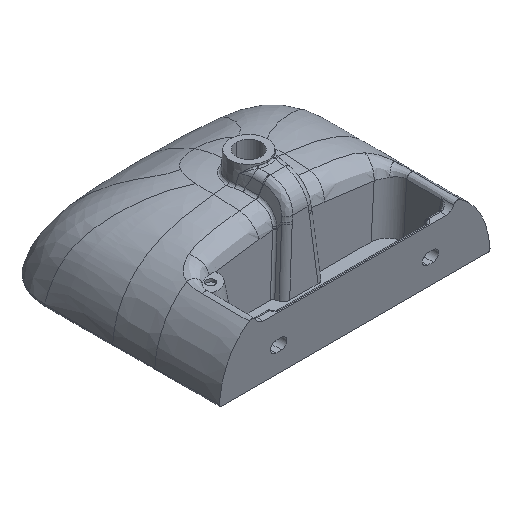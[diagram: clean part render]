
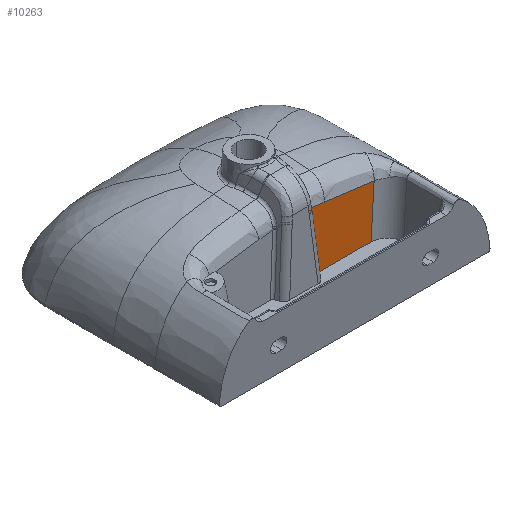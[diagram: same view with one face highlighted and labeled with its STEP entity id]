
A CAD part, isometric view. The second image highlights one B-rep face of the part: STEP entity #10263.
In plain terms, the highlighted planar face has unit normal (0, -0.999, 0.052).
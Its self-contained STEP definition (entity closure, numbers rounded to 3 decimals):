
#933=CARTESIAN_POINT('',(44.239,-83.895,15.816));
#1908=DIRECTION('',(-0.092,0.052,0.994));
#1909=VECTOR('',#1908,104.933);
#1910=CARTESIAN_POINT('',(44.239,-83.895,15.816));
#1911=LINE('',#1910,#1909);
#1912=CARTESIAN_POINT('',(34.585,-78.427,120.161));
#1913=CARTESIAN_POINT('',(43.151,-78.458,119.577));
#1914=CARTESIAN_POINT('',(51.655,-78.501,118.743));
#1915=CARTESIAN_POINT('',(60.018,-78.564,117.546));
#1917=CARTESIAN_POINT('',(60.018,-78.564,117.546));
#1918=CARTESIAN_POINT('',(75.96,-78.684,115.265));
#1919=CARTESIAN_POINT('',(99.34,-78.841,112.254));
#1920=CARTESIAN_POINT('',(129.835,-79.044,108.378));
#1921=CARTESIAN_POINT('',(144.459,-79.124,106.864));
#1922=CARTESIAN_POINT('',(151.794,-79.16,106.165));
#1924=DIRECTION('',(-0.113,-0.052,-0.992));
#1925=VECTOR('',#1924,90.976);
#1926=CARTESIAN_POINT('',(151.794,-79.16,106.165));
#1927=LINE('',#1926,#1925);
#1928=CARTESIAN_POINT('',(141.511,-83.891,15.897));
#1929=CARTESIAN_POINT('',(109.087,-83.894,15.849));
#1930=CARTESIAN_POINT('',(76.663,-83.895,15.828));
#1931=CARTESIAN_POINT('',(44.239,-83.895,15.816));
#3115=VERTEX_POINT('',#933);
#3116=VERTEX_POINT('',#1928);
#3131=CARTESIAN_POINT('',(34.585,-78.427,120.161));
#3132=VERTEX_POINT('',#3131);
#3133=VERTEX_POINT('',#1915);
#3134=VERTEX_POINT('',#1922);
#10250=CARTESIAN_POINT('',(-209.819,-84.486,
4.555));
#10251=DIRECTION('',(0.,-0.999,0.052));
#10252=DIRECTION('',(0.,0.052,0.999));
#10253=AXIS2_PLACEMENT_3D('',#10250,#10251,#10252);
#10254=PLANE('',#10253);
#10256=ORIENTED_EDGE('',*,*,#10255,.T.);
#10257=ORIENTED_EDGE('',*,*,#9022,.T.);
#10258=ORIENTED_EDGE('',*,*,#9104,.T.);
#10259=ORIENTED_EDGE('',*,*,#10244,.T.);
#10260=ORIENTED_EDGE('',*,*,#7078,.T.);
#10261=EDGE_LOOP('',(#10256,#10257,#10258,#10259,#10260));
#10262=FACE_OUTER_BOUND('',#10261,.F.);
#1916=B_SPLINE_CURVE_WITH_KNOTS('',3,(#1912,#1913,#1914,#1915),.UNSPECIFIED.,
.F.,.F.,(4,4),(0.,1.),.UNSPECIFIED.);
#1923=B_SPLINE_CURVE_WITH_KNOTS('',3,(#1917,#1918,#1919,#1920,#1921,#1922),
.UNSPECIFIED.,.F.,.F.,(4,1,1,4),(0.,0.5,0.75,1.),.UNSPECIFIED.);
#1932=B_SPLINE_CURVE_WITH_KNOTS('',3,(#1928,#1929,#1930,#1931),.UNSPECIFIED.,
.F.,.F.,(4,4),(0.,1.),.UNSPECIFIED.);
#7078=EDGE_CURVE('',#3116,#3115,#1932,.T.);
#9022=EDGE_CURVE('',#3132,#3133,#1916,.T.);
#9104=EDGE_CURVE('',#3133,#3134,#1923,.T.);
#10244=EDGE_CURVE('',#3134,#3116,#1927,.T.);
#10255=EDGE_CURVE('',#3115,#3132,#1911,.T.);
#10263=ADVANCED_FACE('',(#10262),#10254,.T.);
